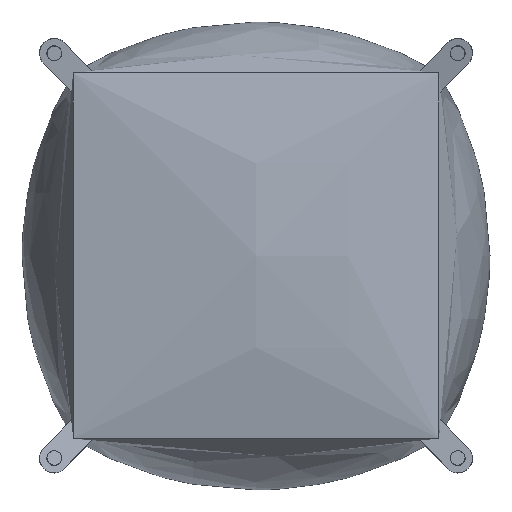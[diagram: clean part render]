
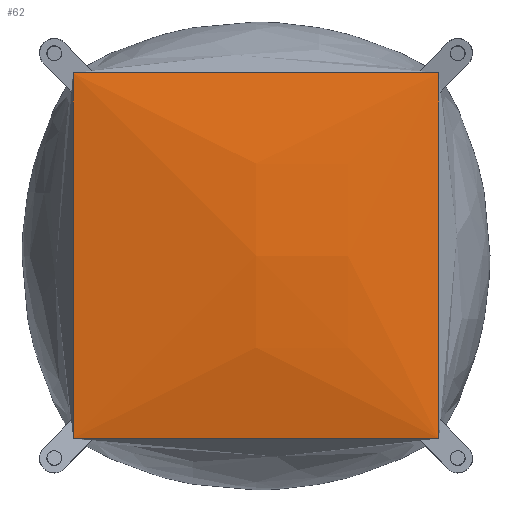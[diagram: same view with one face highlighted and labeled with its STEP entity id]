
A CAD part, top view. The second image highlights one B-rep face of the part: STEP entity #62.
In plain terms, the highlighted free-form (B-spline) face has degree [3, 3] with [7, 7] control points.
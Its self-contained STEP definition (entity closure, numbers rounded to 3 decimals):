
#62=ADVANCED_FACE($,(#96),#388,.T.);
#96=FACE_OUTER_BOUND($,#130,.T.);
#130=EDGE_LOOP($,(#168,#169,#170,#171));
#168=ORIENTED_EDGE($,*,*,#288,.F.);
#169=ORIENTED_EDGE($,*,*,#289,.F.);
#170=ORIENTED_EDGE($,*,*,#290,.F.);
#171=ORIENTED_EDGE($,*,*,#291,.F.);
#288=EDGE_CURVE($,#349,#348,#410,.T.);
#289=EDGE_CURVE($,#350,#349,#411,.T.);
#290=EDGE_CURVE($,#351,#350,#412,.T.);
#291=EDGE_CURVE($,#348,#351,#413,.T.);
#348=VERTEX_POINT($,#1031);
#349=VERTEX_POINT($,#1032);
#350=VERTEX_POINT($,#1033);
#351=VERTEX_POINT($,#1034);
#388=B_SPLINE_SURFACE_WITH_KNOTS($,3,3,((#640,#641,#642,#643,#644,#645,#646),
(#647,#648,#649,#650,#651,#652,#653),(#654,#655,#656,#657,#658,#659,#660),
(#661,#662,#663,#664,#665,#666,#667),(#668,#669,#670,#671,#672,#673,#674),
(#675,#676,#677,#678,#679,#680,#681),(#682,#683,#684,#685,#686,#687,#688)),
.UNSPECIFIED.,.F.,.F.,.F.,(4,1,1,1,4),(4,1,1,1,4),(0.,125.58,251.16,
376.74,502.32),(0.,125.581,251.161,
376.742,502.323),.UNSPECIFIED.);
#410=B_SPLINE_CURVE_WITH_KNOTS($,3,(#540,#541,#542,#543,#544,#545,#546),
.UNSPECIFIED.,.F.,.F.,(4,1,1,1,4),(-502.32,-376.74,-251.16,
-125.58,0.),.UNSPECIFIED.);
#411=B_SPLINE_CURVE_WITH_KNOTS($,3,(#547,#548,#549,#550,#551,#552,#553),
.UNSPECIFIED.,.F.,.F.,(4,1,1,1,4),(-502.323,-376.742,-251.161,
-125.581,0.),.UNSPECIFIED.);
#412=B_SPLINE_CURVE_WITH_KNOTS($,3,(#554,#555,#556,#557,#558,#559,#560),
.UNSPECIFIED.,.F.,.F.,(4,1,1,1,4),(0.,125.58,251.16,
376.74,502.32),.UNSPECIFIED.);
#413=B_SPLINE_CURVE_WITH_KNOTS($,3,(#561,#562,#563,#564,#565,#566,#567),
.UNSPECIFIED.,.F.,.F.,(4,1,1,1,4),(0.,125.581,251.161,
376.742,502.323),.UNSPECIFIED.);
#540=CARTESIAN_POINT($,(219410.899,22302.957,450.));
#541=CARTESIAN_POINT($,(219410.899,22344.629,450.));
#542=CARTESIAN_POINT($,(219410.899,22427.984,450.));
#543=CARTESIAN_POINT($,(219410.899,22552.944,450.));
#544=CARTESIAN_POINT($,(219410.899,22677.984,450.));
#545=CARTESIAN_POINT($,(219410.899,22761.295,450.));
#546=CARTESIAN_POINT($,(219410.899,22802.957,450.));
#547=CARTESIAN_POINT($,(219910.899,22302.957,450.));
#548=CARTESIAN_POINT($,(219869.227,22302.957,450.));
#549=CARTESIAN_POINT($,(219785.872,22302.957,450.));
#550=CARTESIAN_POINT($,(219660.912,22302.957,450.));
#551=CARTESIAN_POINT($,(219535.872,22302.957,450.));
#552=CARTESIAN_POINT($,(219452.561,22302.957,450.));
#553=CARTESIAN_POINT($,(219410.899,22302.957,450.));
#554=CARTESIAN_POINT($,(219910.899,22802.957,450.));
#555=CARTESIAN_POINT($,(219910.899,22761.295,450.));
#556=CARTESIAN_POINT($,(219910.899,22677.984,450.));
#557=CARTESIAN_POINT($,(219910.899,22552.944,450.));
#558=CARTESIAN_POINT($,(219910.899,22427.984,450.));
#559=CARTESIAN_POINT($,(219910.899,22344.629,450.));
#560=CARTESIAN_POINT($,(219910.899,22302.957,450.));
#561=CARTESIAN_POINT($,(219410.899,22802.957,450.));
#562=CARTESIAN_POINT($,(219452.561,22802.957,450.));
#563=CARTESIAN_POINT($,(219535.872,22802.957,450.));
#564=CARTESIAN_POINT($,(219660.912,22802.957,450.));
#565=CARTESIAN_POINT($,(219785.872,22802.957,450.));
#566=CARTESIAN_POINT($,(219869.227,22802.957,450.));
#567=CARTESIAN_POINT($,(219910.899,22802.957,450.));
#640=CARTESIAN_POINT($,(219410.899,22802.957,450.));
#641=CARTESIAN_POINT($,(219452.561,22802.957,450.));
#642=CARTESIAN_POINT($,(219535.872,22802.957,450.));
#643=CARTESIAN_POINT($,(219660.912,22802.957,450.));
#644=CARTESIAN_POINT($,(219785.872,22802.957,450.));
#645=CARTESIAN_POINT($,(219869.227,22802.957,450.));
#646=CARTESIAN_POINT($,(219910.899,22802.957,450.));
#647=CARTESIAN_POINT($,(219410.899,22761.295,450.));
#648=CARTESIAN_POINT($,(219452.295,22761.559,453.242));
#649=CARTESIAN_POINT($,(219535.489,22761.955,458.139));
#650=CARTESIAN_POINT($,(219660.913,22762.153,460.597));
#651=CARTESIAN_POINT($,(219786.252,22761.955,458.141));
#652=CARTESIAN_POINT($,(219869.492,22761.559,453.243));
#653=CARTESIAN_POINT($,(219910.899,22761.295,450.));
#654=CARTESIAN_POINT($,(219410.899,22677.984,450.));
#655=CARTESIAN_POINT($,(219451.898,22678.37,458.156));
#656=CARTESIAN_POINT($,(219534.915,22678.949,470.475));
#657=CARTESIAN_POINT($,(219660.914,22679.238,476.657));
#658=CARTESIAN_POINT($,(219786.821,22678.949,470.48));
#659=CARTESIAN_POINT($,(219869.889,22678.37,458.158));
#660=CARTESIAN_POINT($,(219910.899,22677.984,450.));
#661=CARTESIAN_POINT($,(219410.899,22552.944,450.));
#662=CARTESIAN_POINT($,(219451.699,22552.945,460.63));
#663=CARTESIAN_POINT($,(219534.628,22552.945,476.686));
#664=CARTESIAN_POINT($,(219660.915,22552.945,484.744));
#665=CARTESIAN_POINT($,(219787.106,22552.945,476.692));
#666=CARTESIAN_POINT($,(219870.088,22552.945,460.633));
#667=CARTESIAN_POINT($,(219910.899,22552.944,450.));
#668=CARTESIAN_POINT($,(219410.899,22427.984,450.));
#669=CARTESIAN_POINT($,(219451.898,22427.596,458.157));
#670=CARTESIAN_POINT($,(219534.915,22427.015,470.478));
#671=CARTESIAN_POINT($,(219660.914,22426.724,476.662));
#672=CARTESIAN_POINT($,(219786.821,22427.015,470.483));
#673=CARTESIAN_POINT($,(219869.889,22427.596,458.159));
#674=CARTESIAN_POINT($,(219910.899,22427.984,450.));
#675=CARTESIAN_POINT($,(219410.899,22344.629,450.));
#676=CARTESIAN_POINT($,(219452.295,22344.365,453.243));
#677=CARTESIAN_POINT($,(219535.489,22343.968,458.141));
#678=CARTESIAN_POINT($,(219660.913,22343.77,460.6));
#679=CARTESIAN_POINT($,(219786.252,22343.968,458.143));
#680=CARTESIAN_POINT($,(219869.492,22344.365,453.244));
#681=CARTESIAN_POINT($,(219910.899,22344.629,450.));
#682=CARTESIAN_POINT($,(219410.899,22302.957,450.));
#683=CARTESIAN_POINT($,(219452.561,22302.957,450.));
#684=CARTESIAN_POINT($,(219535.872,22302.957,450.));
#685=CARTESIAN_POINT($,(219660.912,22302.957,450.));
#686=CARTESIAN_POINT($,(219785.872,22302.957,450.));
#687=CARTESIAN_POINT($,(219869.227,22302.957,450.));
#688=CARTESIAN_POINT($,(219910.899,22302.957,450.));
#1031=CARTESIAN_POINT($,(219410.899,22802.957,450.));
#1032=CARTESIAN_POINT($,(219410.899,22302.957,450.));
#1033=CARTESIAN_POINT($,(219910.899,22302.957,450.));
#1034=CARTESIAN_POINT($,(219910.899,22802.957,450.));
